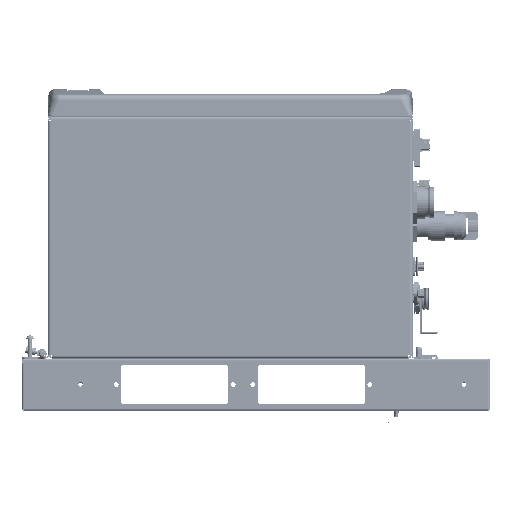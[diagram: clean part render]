
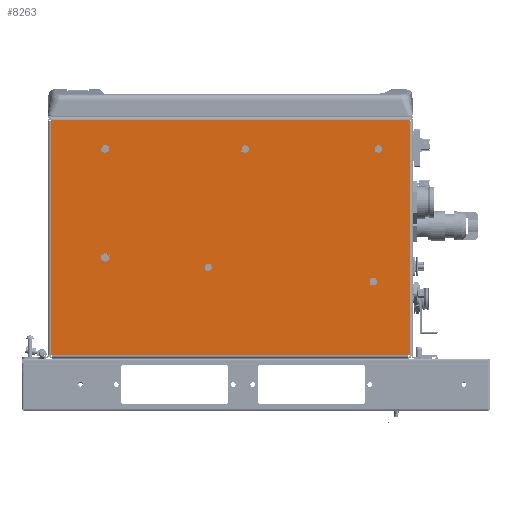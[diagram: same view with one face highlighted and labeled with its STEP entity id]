
A CAD part, left-side view. The second image highlights one B-rep face of the part: STEP entity #8263.
In plain terms, the highlighted planar face has unit normal (-1, 0, 0).
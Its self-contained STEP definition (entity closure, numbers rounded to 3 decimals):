
#663=DIRECTION('',(0.,-1.,0.));
#664=VECTOR('',#663,13.692);
#665=CARTESIAN_POINT('',(-3.,6.846,0.12));
#666=LINE('',#665,#664);
#1086=DIRECTION('',(0.,0.,-1.));
#1087=VECTOR('',#1086,0.06);
#1088=CARTESIAN_POINT('',(-3.,6.906,9.19));
#1089=LINE('',#1088,#1087);
#1090=DIRECTION('',(0.,0.,-1.));
#1091=VECTOR('',#1090,0.06);
#1092=CARTESIAN_POINT('',(-3.,-6.906,9.19));
#1093=LINE('',#1092,#1091);
#1094=DIRECTION('',(0.,-1.,0.));
#1095=VECTOR('',#1094,0.06);
#1096=CARTESIAN_POINT('',(-3.,-6.846,0.12));
#1097=LINE('',#1096,#1095);
#1098=DIRECTION('',(0.,-1.,0.));
#1099=VECTOR('',#1098,0.06);
#1100=CARTESIAN_POINT('',(-3.,6.906,0.12));
#1101=LINE('',#1100,#1099);
#1102=CARTESIAN_POINT('',(-3.,-5.697,8.06));
#1103=DIRECTION('',(-1.,0.,0.));
#1104=DIRECTION('',(0.,1.,0.));
#1105=AXIS2_PLACEMENT_3D('',#1102,#1103,#1104);
#1107=CARTESIAN_POINT('',(-3.,-5.697,8.06));
#1108=DIRECTION('',(-1.,0.,0.));
#1109=DIRECTION('',(0.,-1.,0.));
#1110=AXIS2_PLACEMENT_3D('',#1107,#1108,#1109);
#1112=CARTESIAN_POINT('',(-3.,-0.572,8.06));
#1113=DIRECTION('',(-1.,0.,0.));
#1114=DIRECTION('',(0.,1.,0.));
#1115=AXIS2_PLACEMENT_3D('',#1112,#1113,#1114);
#1117=CARTESIAN_POINT('',(-3.,-0.572,8.06));
#1118=DIRECTION('',(-1.,0.,0.));
#1119=DIRECTION('',(0.,-1.,0.));
#1120=AXIS2_PLACEMENT_3D('',#1117,#1118,#1119);
#1122=CARTESIAN_POINT('',(-3.,4.803,8.06));
#1123=DIRECTION('',(-1.,0.,0.));
#1124=DIRECTION('',(0.,1.,0.));
#1125=AXIS2_PLACEMENT_3D('',#1122,#1123,#1124);
#1127=CARTESIAN_POINT('',(-3.,4.803,8.06));
#1128=DIRECTION('',(-1.,0.,0.));
#1129=DIRECTION('',(0.,-1.,0.));
#1130=AXIS2_PLACEMENT_3D('',#1127,#1128,#1129);
#1132=CARTESIAN_POINT('',(-3.,4.803,3.884));
#1133=DIRECTION('',(-1.,0.,0.));
#1134=DIRECTION('',(0.,1.,0.));
#1135=AXIS2_PLACEMENT_3D('',#1132,#1133,#1134);
#1137=CARTESIAN_POINT('',(-3.,4.803,3.884));
#1138=DIRECTION('',(-1.,0.,0.));
#1139=DIRECTION('',(0.,-1.,0.));
#1140=AXIS2_PLACEMENT_3D('',#1137,#1138,#1139);
#1142=CARTESIAN_POINT('',(-3.,0.853,3.51));
#1143=DIRECTION('',(-1.,0.,0.));
#1144=DIRECTION('',(0.,1.,0.));
#1145=AXIS2_PLACEMENT_3D('',#1142,#1143,#1144);
#1147=CARTESIAN_POINT('',(-3.,0.853,3.51));
#1148=DIRECTION('',(-1.,0.,0.));
#1149=DIRECTION('',(0.,-1.,0.));
#1150=AXIS2_PLACEMENT_3D('',#1147,#1148,#1149);
#1152=CARTESIAN_POINT('',(-3.,-5.501,2.96));
#1153=DIRECTION('',(-1.,0.,0.));
#1154=DIRECTION('',(0.,1.,0.));
#1155=AXIS2_PLACEMENT_3D('',#1152,#1153,#1154);
#1157=CARTESIAN_POINT('',(-3.,-5.501,2.96));
#1158=DIRECTION('',(-1.,0.,0.));
#1159=DIRECTION('',(0.,-1.,0.));
#1160=AXIS2_PLACEMENT_3D('',#1157,#1158,#1159);
#1172=DIRECTION('',(0.,-1.,0.));
#1173=VECTOR('',#1172,13.812);
#1174=CARTESIAN_POINT('',(-3.,6.906,9.19));
#1175=LINE('',#1174,#1173);
#2591=DIRECTION('',(0.,0.,-1.));
#2592=VECTOR('',#2591,9.01);
#2593=CARTESIAN_POINT('',(-3.,-6.906,9.13));
#2594=LINE('',#2593,#2592);
#4025=DIRECTION('',(0.,0.,1.));
#4026=VECTOR('',#4025,9.01);
#4027=CARTESIAN_POINT('',(-3.,6.906,0.12));
#4028=LINE('',#4027,#4026);
#5283=CARTESIAN_POINT('',(-3.,6.846,0.12));
#5284=CARTESIAN_POINT('',(-3.,-6.846,0.12));
#5285=VERTEX_POINT('',#5283);
#5286=VERTEX_POINT('',#5284);
#5311=CARTESIAN_POINT('',(-3.,-6.906,0.12));
#5312=VERTEX_POINT('',#5311);
#5324=CARTESIAN_POINT('',(-3.,-6.906,9.13));
#5326=VERTEX_POINT('',#5324);
#5332=CARTESIAN_POINT('',(-3.,6.906,9.13));
#5334=VERTEX_POINT('',#5332);
#5335=CARTESIAN_POINT('',(-3.,-6.906,9.19));
#5336=VERTEX_POINT('',#5335);
#5337=CARTESIAN_POINT('',(-3.,6.906,9.19));
#5338=VERTEX_POINT('',#5337);
#5367=CARTESIAN_POINT('',(-3.,6.906,0.12));
#5368=VERTEX_POINT('',#5367);
#6391=CARTESIAN_POINT('',(-3.,-5.557,8.06));
#6392=CARTESIAN_POINT('',(-3.,-5.838,8.06));
#6393=VERTEX_POINT('',#6391);
#6394=VERTEX_POINT('',#6392);
#6395=CARTESIAN_POINT('',(-3.,-0.432,8.06));
#6396=CARTESIAN_POINT('',(-3.,-0.713,8.06));
#6397=VERTEX_POINT('',#6395);
#6398=VERTEX_POINT('',#6396);
#6399=CARTESIAN_POINT('',(-3.,4.944,8.06));
#6400=CARTESIAN_POINT('',(-3.,4.663,8.06));
#6401=VERTEX_POINT('',#6399);
#6402=VERTEX_POINT('',#6400);
#6403=CARTESIAN_POINT('',(-3.,4.944,3.884));
#6404=CARTESIAN_POINT('',(-3.,4.663,3.884));
#6405=VERTEX_POINT('',#6403);
#6406=VERTEX_POINT('',#6404);
#6407=CARTESIAN_POINT('',(-3.,0.994,3.51));
#6408=CARTESIAN_POINT('',(-3.,0.713,3.51));
#6409=VERTEX_POINT('',#6407);
#6410=VERTEX_POINT('',#6408);
#6411=CARTESIAN_POINT('',(-3.,-5.361,2.96));
#6412=CARTESIAN_POINT('',(-3.,-5.642,2.96));
#6413=VERTEX_POINT('',#6411);
#6414=VERTEX_POINT('',#6412);
#8206=CARTESIAN_POINT('',(-3.,3.687,0.));
#8207=DIRECTION('',(-1.,0.,0.));
#8208=DIRECTION('',(0.,-1.,0.));
#8209=AXIS2_PLACEMENT_3D('',#8206,#8207,#8208);
#8210=PLANE('',#8209);
#8211=ORIENTED_EDGE('',*,*,#8196,.F.);
#8213=ORIENTED_EDGE('',*,*,#8212,.T.);
#8215=ORIENTED_EDGE('',*,*,#8214,.T.);
#8217=ORIENTED_EDGE('',*,*,#8216,.T.);
#8219=ORIENTED_EDGE('',*,*,#8218,.F.);
#8220=ORIENTED_EDGE('',*,*,#7734,.F.);
#8222=ORIENTED_EDGE('',*,*,#8221,.F.);
#8224=ORIENTED_EDGE('',*,*,#8223,.T.);
#8225=EDGE_LOOP('',(#8211,#8213,#8215,#8217,#8219,#8220,#8222,#8224));
#8226=FACE_OUTER_BOUND('',#8225,.F.);
#8228=ORIENTED_EDGE('',*,*,#8227,.T.);
#8230=ORIENTED_EDGE('',*,*,#8229,.T.);
#8231=EDGE_LOOP('',(#8228,#8230));
#8232=FACE_BOUND('',#8231,.F.);
#8234=ORIENTED_EDGE('',*,*,#8233,.T.);
#8236=ORIENTED_EDGE('',*,*,#8235,.T.);
#8237=EDGE_LOOP('',(#8234,#8236));
#8238=FACE_BOUND('',#8237,.F.);
#8240=ORIENTED_EDGE('',*,*,#8239,.T.);
#8242=ORIENTED_EDGE('',*,*,#8241,.T.);
#8243=EDGE_LOOP('',(#8240,#8242));
#8244=FACE_BOUND('',#8243,.F.);
#8246=ORIENTED_EDGE('',*,*,#8245,.T.);
#8248=ORIENTED_EDGE('',*,*,#8247,.T.);
#8249=EDGE_LOOP('',(#8246,#8248));
#8250=FACE_BOUND('',#8249,.F.);
#8252=ORIENTED_EDGE('',*,*,#8251,.T.);
#8254=ORIENTED_EDGE('',*,*,#8253,.T.);
#8255=EDGE_LOOP('',(#8252,#8254));
#8256=FACE_BOUND('',#8255,.F.);
#8258=ORIENTED_EDGE('',*,*,#8257,.T.);
#8260=ORIENTED_EDGE('',*,*,#8259,.T.);
#8261=EDGE_LOOP('',(#8258,#8260));
#8262=FACE_BOUND('',#8261,.F.);
#8263=ADVANCED_FACE('',(#8226,#8232,#8238,#8244,#8250,#8256,#8262),#8210,.T.);
#1106=CIRCLE('',#1105,0.141);
#1111=CIRCLE('',#1110,0.141);
#1116=CIRCLE('',#1115,0.141);
#1121=CIRCLE('',#1120,0.141);
#1126=CIRCLE('',#1125,0.141);
#1131=CIRCLE('',#1130,0.141);
#1136=CIRCLE('',#1135,0.141);
#1141=CIRCLE('',#1140,0.141);
#1146=CIRCLE('',#1145,0.141);
#1151=CIRCLE('',#1150,0.141);
#1156=CIRCLE('',#1155,0.141);
#1161=CIRCLE('',#1160,0.141);
#7734=EDGE_CURVE('',#5285,#5286,#666,.T.);
#8196=EDGE_CURVE('',#5338,#5334,#1089,.T.);
#8212=EDGE_CURVE('',#5338,#5336,#1175,.T.);
#8214=EDGE_CURVE('',#5336,#5326,#1093,.T.);
#8216=EDGE_CURVE('',#5326,#5312,#2594,.T.);
#8218=EDGE_CURVE('',#5286,#5312,#1097,.T.);
#8221=EDGE_CURVE('',#5368,#5285,#1101,.T.);
#8223=EDGE_CURVE('',#5368,#5334,#4028,.T.);
#8227=EDGE_CURVE('',#6393,#6394,#1106,.T.);
#8229=EDGE_CURVE('',#6394,#6393,#1111,.T.);
#8233=EDGE_CURVE('',#6397,#6398,#1116,.T.);
#8235=EDGE_CURVE('',#6398,#6397,#1121,.T.);
#8239=EDGE_CURVE('',#6401,#6402,#1126,.T.);
#8241=EDGE_CURVE('',#6402,#6401,#1131,.T.);
#8245=EDGE_CURVE('',#6405,#6406,#1136,.T.);
#8247=EDGE_CURVE('',#6406,#6405,#1141,.T.);
#8251=EDGE_CURVE('',#6409,#6410,#1146,.T.);
#8253=EDGE_CURVE('',#6410,#6409,#1151,.T.);
#8257=EDGE_CURVE('',#6413,#6414,#1156,.T.);
#8259=EDGE_CURVE('',#6414,#6413,#1161,.T.);
